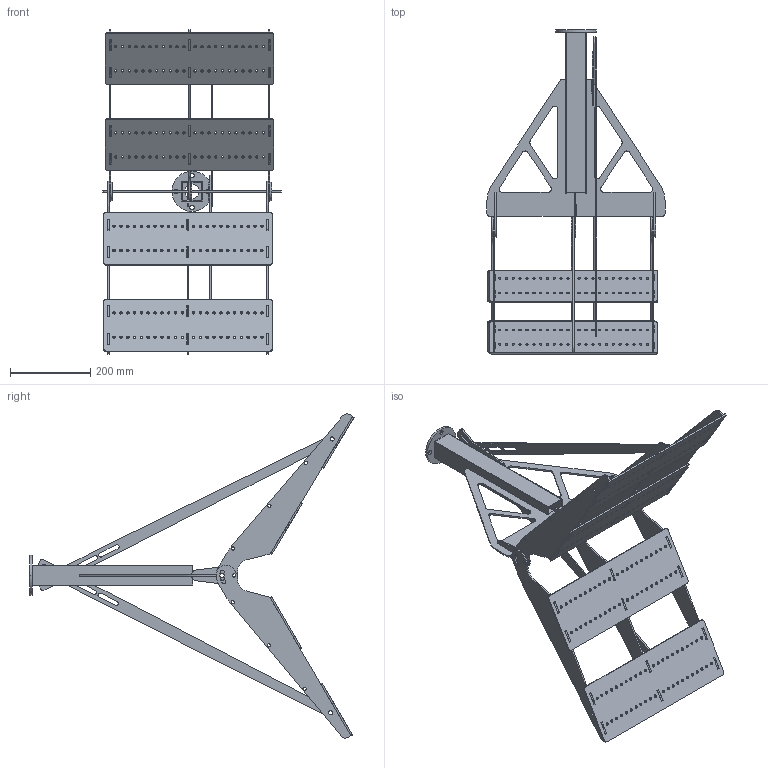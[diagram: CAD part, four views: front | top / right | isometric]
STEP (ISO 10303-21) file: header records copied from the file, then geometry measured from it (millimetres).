
FILE_DESCRIPTION (( 'STEP AP214' ), '1' );
FILE_NAME ('Óïîð íà êðûøó.STEP', '2017-07-17T10:50:57', ( '' ), ( '' ), 'SwSTEP 2.0', 'SolidWorks 2017', '' );
FILE_SCHEMA (( 'AUTOMOTIVE_DESIGN' ));
Length unit declared in the file: millimetre
Products named in the file (11): ﾒ矜; Óõî; Êîñûíêà; Óïîð íà êðûøó; ﾒ聰; 栖闉罻 咈燹; 栺謶罾歑; Ïîäîøâà; Ñáîðêà Êîñûíêè; Óõî - 1; 婑鳧氀
Assembly tree (17 placements, depth 3):
  Óïîð íà êðûøó
    Ñáîðêà Êîñûíêè
      Êîñûíêà
      Óõî  x3
      ﾒ矜
      婑鳧氀
      Óõî - 1
    栖闉罻 咈燹  x2
      Ïîäîøâà
      栺謶罾歑
    ﾒ聰  x2
Bounding box: 444 x 807.73 x 807.31 mm (x, y, z)
Volume: 2265782.3 mm3; surface area: 1317042 mm2
Topology: 19 solids, 19 shells, 1032 faces, 2982 edges, 1988 vertices
Faces by surface type: cylinder 644, plane 388
Entity records: 15574 total; most frequent: DIRECTION 2056, CARTESIAN_POINT 1958, ORIENTED_EDGE 1920, EDGE_CURVE 960, AXIS2_PLACEMENT_3D 738, VERTEX_POINT 640, LINE 580, VECTOR 580
